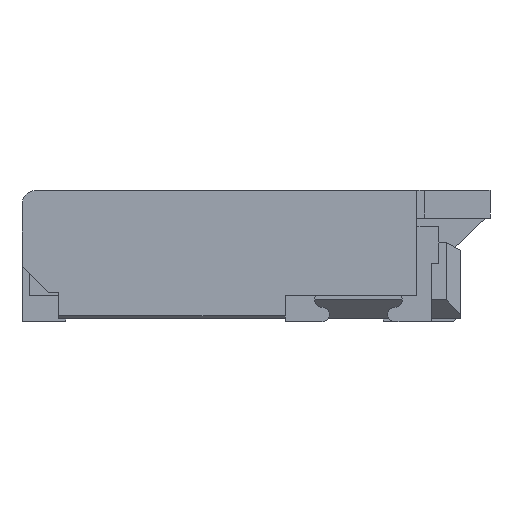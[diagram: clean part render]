
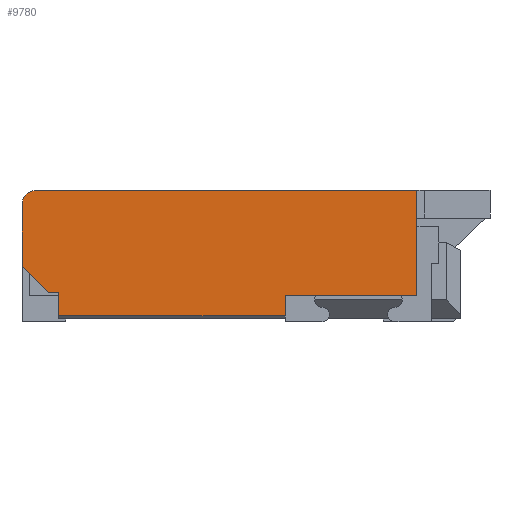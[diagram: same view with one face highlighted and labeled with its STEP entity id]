
A CAD part, left-side view. The second image highlights one B-rep face of the part: STEP entity #9780.
In plain terms, the highlighted planar face has unit normal (-1, 0, 0).
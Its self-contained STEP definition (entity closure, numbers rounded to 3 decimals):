
#8124=CARTESIAN_POINT('',(-7.175,-1.1,0.9));
#8125=VERTEX_POINT('',#8124);
#8132=CARTESIAN_POINT('',(-7.175,-1.1,0.18));
#8133=VERTEX_POINT('',#8132);
#8134=CARTESIAN_POINT('',(-7.175,-1.1,0.9));
#8135=DIRECTION('',(0.0,0.0,-1.0));
#8136=VECTOR('',#8135,0.72);
#8137=LINE('',#8134,#8136);
#8138=EDGE_CURVE('',#8125,#8133,#8137,.T.);
#8164=CARTESIAN_POINT('',(-7.175,-0.2,0.18));
#8165=VERTEX_POINT('',#8164);
#8172=CARTESIAN_POINT('',(-7.175,-0.2,0.04));
#8173=VERTEX_POINT('',#8172);
#8174=CARTESIAN_POINT('',(-7.175,-0.2,0.18));
#8175=DIRECTION('',(0.0,0.0,-1.0));
#8176=VECTOR('',#8175,0.14);
#8177=LINE('',#8174,#8176);
#8178=EDGE_CURVE('',#8165,#8173,#8177,.T.);
#8283=CARTESIAN_POINT('',(-7.175,-0.2,0.18));
#8284=DIRECTION('',(0.0,-1.0,0.0));
#8285=VECTOR('',#8284,0.9);
#8286=LINE('',#8283,#8285);
#8287=EDGE_CURVE('',#8165,#8133,#8286,.T.);
#9637=CARTESIAN_POINT('',(-7.175,1.6,0.38));
#9638=VERTEX_POINT('',#9637);
#9645=CARTESIAN_POINT('',(-7.175,1.6,0.8));
#9646=VERTEX_POINT('',#9645);
#9647=CARTESIAN_POINT('',(-7.175,1.6,0.8));
#9648=DIRECTION('',(0.0,0.0,-1.0));
#9649=VECTOR('',#9648,0.42);
#9650=LINE('',#9647,#9649);
#9651=EDGE_CURVE('',#9646,#9638,#9650,.T.);
#9724=CARTESIAN_POINT('',(-7.175,-1.235,-0.003));
#9725=DIRECTION('',(1.0,0.0,0.0));
#9726=DIRECTION('',(0.0,1.0,0.0));
#9727=AXIS2_PLACEMENT_3D('',#9724,#9725,#9726);
#9728=PLANE('',#9727);
#9729=CARTESIAN_POINT('',(-7.175,1.5,0.9));
#9730=VERTEX_POINT('',#9729);
#9731=CARTESIAN_POINT('',(-7.175,1.5,0.9));
#9732=DIRECTION('',(0.0,-1.0,0.0));
#9733=VECTOR('',#9732,2.6);
#9734=LINE('',#9731,#9733);
#9735=EDGE_CURVE('',#9730,#8125,#9734,.T.);
#9736=ORIENTED_EDGE('',*,*,#9735,.F.);
#9737=CARTESIAN_POINT('',(-7.175,1.5,0.8));
#9738=DIRECTION('',(-1.0,0.0,0.0));
#9739=DIRECTION('',(0.0,1.0,0.0));
#9740=AXIS2_PLACEMENT_3D('',#9737,#9738,#9739);
#9741=CIRCLE('',#9740,0.1);
#9742=EDGE_CURVE('',#9730,#9646,#9741,.T.);
#9743=ORIENTED_EDGE('',*,*,#9742,.T.);
#9744=ORIENTED_EDGE('',*,*,#9651,.T.);
#9745=CARTESIAN_POINT('',(-7.175,1.42,0.2));
#9746=VERTEX_POINT('',#9745);
#9747=CARTESIAN_POINT('',(-7.175,1.6,0.38));
#9748=DIRECTION('',(0.0,-0.707,-0.707));
#9749=VECTOR('',#9748,0.255);
#9750=LINE('',#9747,#9749);
#9751=EDGE_CURVE('',#9638,#9746,#9750,.T.);
#9752=ORIENTED_EDGE('',*,*,#9751,.T.);
#9753=CARTESIAN_POINT('',(-7.175,1.35,0.2));
#9754=VERTEX_POINT('',#9753);
#9755=CARTESIAN_POINT('',(-7.175,1.42,0.2));
#9756=DIRECTION('',(0.0,-1.0,0.0));
#9757=VECTOR('',#9756,0.07);
#9758=LINE('',#9755,#9757);
#9759=EDGE_CURVE('',#9746,#9754,#9758,.T.);
#9760=ORIENTED_EDGE('',*,*,#9759,.T.);
#9761=CARTESIAN_POINT('',(-7.175,1.35,0.04));
#9762=VERTEX_POINT('',#9761);
#9763=CARTESIAN_POINT('',(-7.175,1.35,0.2));
#9764=DIRECTION('',(0.0,0.0,-1.0));
#9765=VECTOR('',#9764,0.16);
#9766=LINE('',#9763,#9765);
#9767=EDGE_CURVE('',#9754,#9762,#9766,.T.);
#9768=ORIENTED_EDGE('',*,*,#9767,.T.);
#9769=CARTESIAN_POINT('',(-7.175,-0.2,0.04));
#9770=DIRECTION('',(0.0,1.0,0.0));
#9771=VECTOR('',#9770,1.55);
#9772=LINE('',#9769,#9771);
#9773=EDGE_CURVE('',#8173,#9762,#9772,.T.);
#9774=ORIENTED_EDGE('',*,*,#9773,.F.);
#9775=ORIENTED_EDGE('',*,*,#8178,.F.);
#9776=ORIENTED_EDGE('',*,*,#8287,.T.);
#9777=ORIENTED_EDGE('',*,*,#8138,.F.);
#9778=EDGE_LOOP('',(#9736,#9743,#9744,#9752,#9760,#9768,#9774,#9775,#9776,#9777));
#9779=FACE_OUTER_BOUND('',#9778,.T.);
#9780=ADVANCED_FACE('',(#9779),#9728,.F.);
